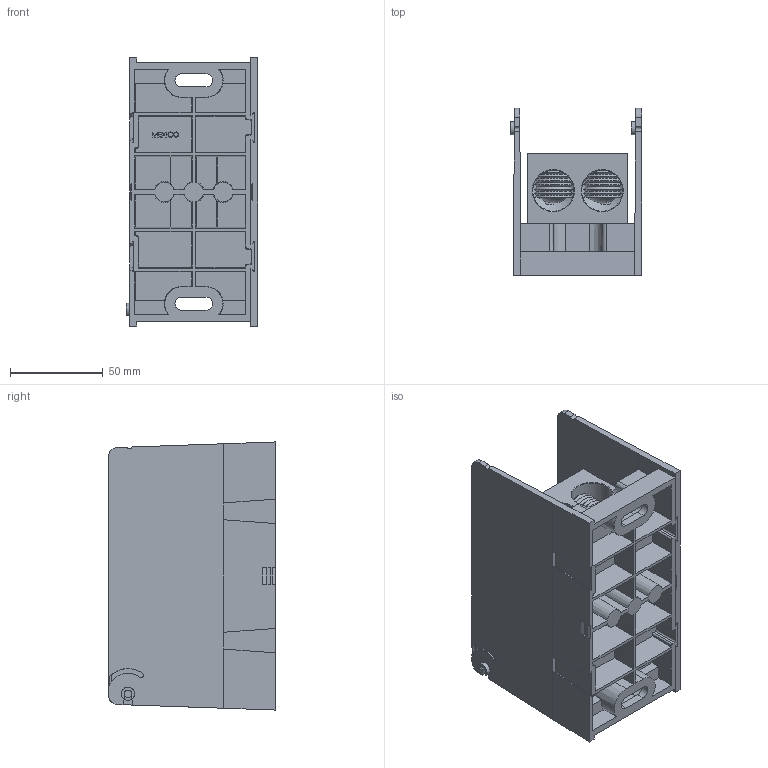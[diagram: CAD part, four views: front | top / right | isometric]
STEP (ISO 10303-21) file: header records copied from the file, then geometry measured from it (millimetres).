
FILE_DESCRIPTION (( 'STEP AP214' ), '1' );
FILE_NAME ('701913rev-1P.STEP', '2014-01-13T12:34:45', ( '' ), ( '' ), 'SwSTEP 2.0', 'SolidWorks 2013', '' );
FILE_SCHEMA (( 'AUTOMOTIVE_DESIGN' ));
Length unit declared in the file: inch
Products named in the file (1): 701913rev-1P
Bounding box: 71.25 x 90.17 x 144.78 mm (x, y, z)
Volume: 291490.3 mm3; surface area: 151923.6 mm2
Topology: 9 solids, 9 shells, 604 faces, 1533 edges, 983 vertices
Faces by surface type: plane 333, cone 141, cylinder 99, bspline 21, torus 6, sphere 4
Full cylindrical faces by diameter (mm): 4.064 x1, 4.928 x1, 6.909 x2, 7.112 x1, 10.795 x2, 12.7 x2, 19.05 x4, 22.225 x4
Entity records: 30089 total; most frequent: CARTESIAN_POINT 8663, ORIENTED_EDGE 2750, DIRECTION 2578, EDGE_CURVE 1375, VERTEX_POINT 953, LINE 882, VECTOR 882, AXIS2_PLACEMENT_3D 848
